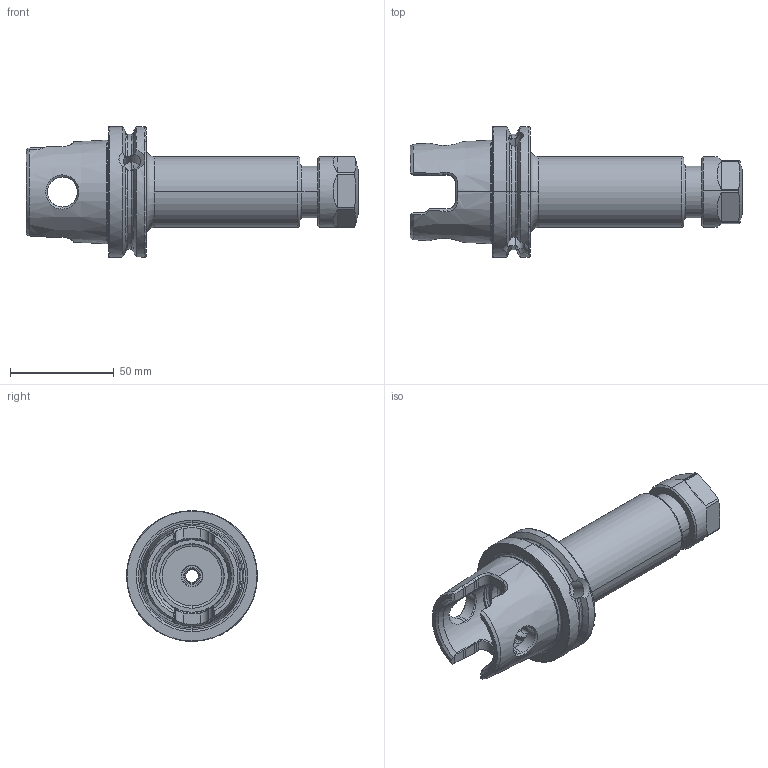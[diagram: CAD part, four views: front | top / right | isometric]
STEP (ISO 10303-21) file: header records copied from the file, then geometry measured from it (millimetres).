
FILE_DESCRIPTION (( 'STEP AP203' ), '1' );
FILE_NAME ('KY6.E20.K01.120.STEP', '2018-02-16T12:43:52', ( 'SWIAdmin' ), ( 'Hewlett-Packard Company' ), 'SwSTEP 2.0', 'SolidWorks 2017', '' );
FILE_SCHEMA (( 'CONFIG_CONTROL_DESIGN' ));
Length unit declared in the file: millimetre
Products named in the file (4): E20-ER2.001.020; ERU-AN5.K01.020_A; KY6-E20.K01.120_B; KY6.E20.K01.120
Assembly tree (3 placements, depth 2):
  KY6.E20.K01.120
    KY6-E20.K01.120_B
    E20-ER2.001.020
    ERU-AN5.K01.020_A
Bounding box: 159.95 x 62.95 x 62.95 mm (x, y, z)
Volume: 152646 mm3; surface area: 38086.4 mm2
Topology: 3 solids, 3 shells, 319 faces, 800 edges, 488 vertices
Faces by surface type: plane 97, cylinder 72, cone 66, bspline 50, torus 34
Entity records: 12601 total; most frequent: CARTESIAN_POINT 5170, ORIENTED_EDGE 1588, DIRECTION 1289, EDGE_CURVE 794, AXIS2_PLACEMENT_3D 521, VERTEX_POINT 488, EDGE_LOOP 336, ADVANCED_FACE 319
